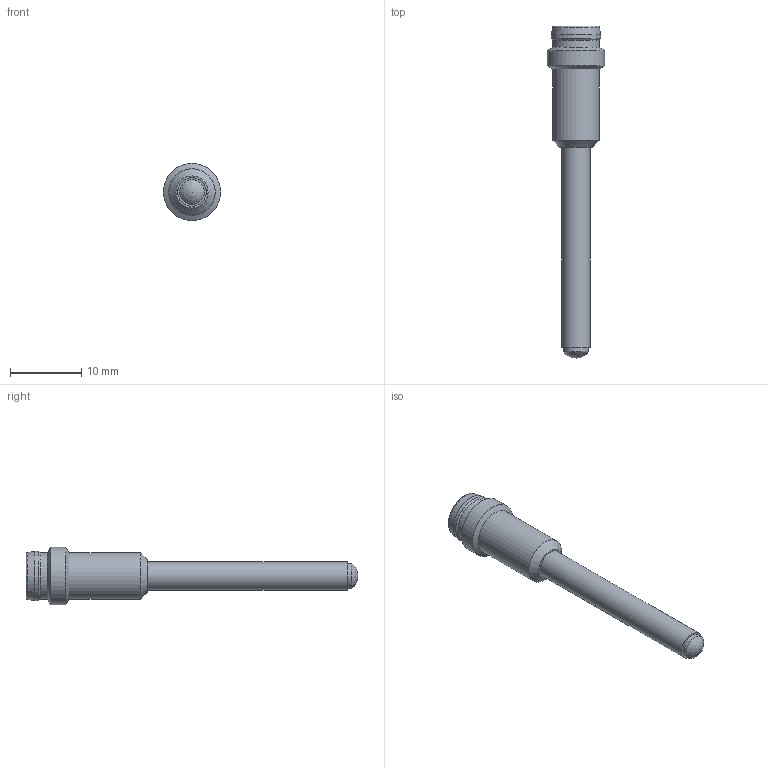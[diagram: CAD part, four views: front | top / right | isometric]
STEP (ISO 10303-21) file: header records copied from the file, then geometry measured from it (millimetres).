
FILE_DESCRIPTION (( 'STEP AP214' ), '1' );
FILE_NAME ('LLR-D04MA-NxS-400.STEP', '2018-11-16T16:29:33', ( '' ), ( '' ), 'SwSTEP 2.0', 'SolidWorks 2018', '' );
FILE_SCHEMA (( 'AUTOMOTIVE_DESIGN' ));
Length unit declared in the file: inch
Products named in the file (1): LLR-D04MA-NxS-400
Bounding box: 8 x 46.48 x 8 mm (x, y, z)
Volume: 846.6 mm3; surface area: 928.7 mm2
Topology: 1 solids, 1 shells, 27 faces, 66 edges, 41 vertices
Faces by surface type: cylinder 11, cone 6, plane 5, bspline 5
Full cylindrical faces by diameter (mm): 1 x3, 3.46 x1, 4 x1, 5.7 x1, 5.8 x1, 6.5 x2, 6.9 x1, 8 x1
Entity records: 764 total; most frequent: CARTESIAN_POINT 265, DIRECTION 102, ORIENTED_EDGE 60, EDGE_LOOP 52, AXIS2_PLACEMENT_3D 51, FACE_OUTER_BOUND 39, EDGE_CURVE 30, VERTEX_POINT 30
